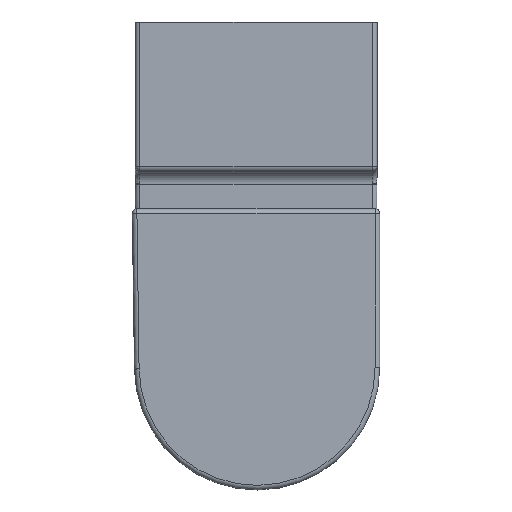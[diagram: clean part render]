
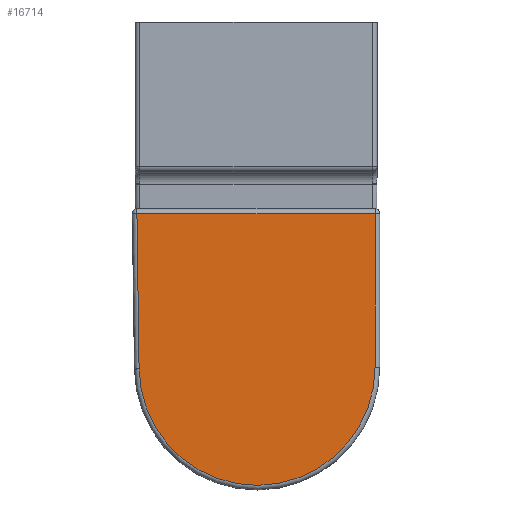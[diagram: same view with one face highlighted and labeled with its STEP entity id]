
A CAD part, top view. The second image highlights one B-rep face of the part: STEP entity #16714.
In plain terms, the highlighted planar face has unit normal (0, 0, 1).
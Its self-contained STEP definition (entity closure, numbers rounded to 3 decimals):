
#16450=CARTESIAN_POINT('',(-1.234,7.991,35.0));
#16451=VERTEX_POINT('',#16450);
#16459=CARTESIAN_POINT('',(233.267,9.617,35.0));
#16460=VERTEX_POINT('',#16459);
#16461=CARTESIAN_POINT('',(-1.234,7.991,35.0));
#16462=DIRECTION('',(1.,0.007,0.0));
#16463=VECTOR('',#16462,234.507);
#16464=LINE('',#16461,#16463);
#16465=EDGE_CURVE('',#16451,#16460,#16464,.T.);
#16492=CARTESIAN_POINT('',(-1.236,-347.991,35.0));
#16493=VERTEX_POINT('',#16492);
#16501=CARTESIAN_POINT('',(0.,-170.,35.0));
#16502=DIRECTION('',(0.0,0.0,-1.0));
#16503=DIRECTION('',(-1.,0.,0.0));
#16504=AXIS2_PLACEMENT_3D('',#16501,#16502,#16503);
#16505=CIRCLE('',#16504,177.996);
#16506=EDGE_CURVE('',#16493,#16451,#16505,.T.);
#16526=CARTESIAN_POINT('',(230.773,-349.603,35.0));
#16527=VERTEX_POINT('',#16526);
#16535=CARTESIAN_POINT('',(230.773,-349.603,35.0));
#16536=DIRECTION('',(-1.,0.007,0.0));
#16537=VECTOR('',#16536,232.014);
#16538=LINE('',#16535,#16537);
#16539=EDGE_CURVE('',#16527,#16493,#16538,.T.);
#16580=CARTESIAN_POINT('',(233.267,9.617,35.0));
#16581=DIRECTION('',(-0.007,-1.,0.0));
#16582=VECTOR('',#16581,359.228);
#16583=LINE('',#16580,#16582);
#16584=EDGE_CURVE('',#16460,#16527,#16583,.T.);
#16703=CARTESIAN_POINT('',(80.239,-169.678,35.0));
#16704=DIRECTION('',(0.0,0.0,1.0));
#16705=DIRECTION('',(1.0,0.0,0.0));
#16706=AXIS2_PLACEMENT_3D('',#16703,#16704,#16705);
#16707=PLANE('',#16706);
#16708=ORIENTED_EDGE('',*,*,#16465,.F.);
#16709=ORIENTED_EDGE('',*,*,#16506,.F.);
#16710=ORIENTED_EDGE('',*,*,#16539,.F.);
#16711=ORIENTED_EDGE('',*,*,#16584,.F.);
#16712=EDGE_LOOP('',(#16708,#16709,#16710,#16711));
#16713=FACE_OUTER_BOUND('',#16712,.T.);
#16714=ADVANCED_FACE('',(#16713),#16707,.T.);
